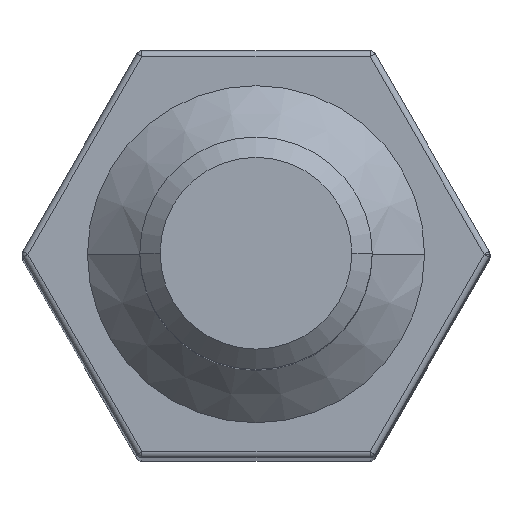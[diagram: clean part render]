
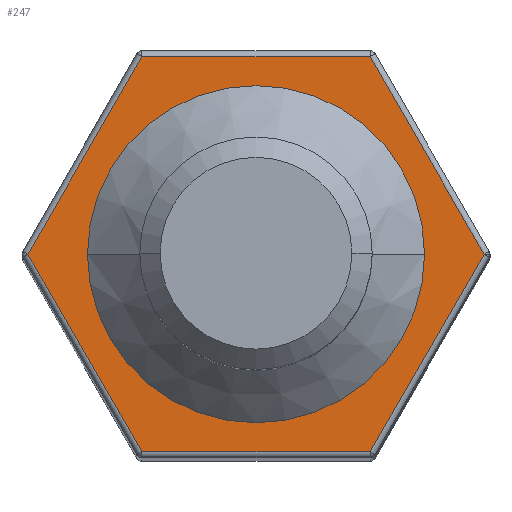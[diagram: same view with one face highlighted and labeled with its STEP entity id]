
A CAD part, top view. The second image highlights one B-rep face of the part: STEP entity #247.
In plain terms, the highlighted planar face has unit normal (0, 0, 1).
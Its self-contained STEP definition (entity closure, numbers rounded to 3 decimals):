
#8 = CARTESIAN_POINT ( 'NONE',  ( 1.934, 3.45, 0. ) ) ;
#15 = VECTOR ( 'NONE', #1246, 1000. ) ;
#113 = CARTESIAN_POINT ( 'NONE',  ( -2.9, 0., 0. ) ) ;
#114 = EDGE_CURVE ( 'NONE', #1254, #928, #260, .T. ) ;
#115 = DIRECTION ( 'NONE',  ( 0., 0., -1. ) ) ;
#122 = CARTESIAN_POINT ( 'NONE',  ( 3.926, 0., 0. ) ) ;
#173 = EDGE_CURVE ( 'NONE', #965, #217, #865, .T. ) ;
#178 = EDGE_CURVE ( 'NONE', #217, #611, #186, .T. ) ;
#186 = LINE ( 'NONE', #569, #15 ) ;
#217 = VERTEX_POINT ( 'NONE', #589 ) ;
#223 = EDGE_CURVE ( 'NONE', #611, #637, #1295, .T. ) ;
#247 = ADVANCED_FACE ( 'NONE', ( #1076, #1044 ), #1008, .F. ) ;
#260 = CIRCLE ( 'NONE', #615, 2.9 ) ;
#263 = EDGE_CURVE ( 'NONE', #637, #1275, #1060, .T. ) ;
#276 = AXIS2_PLACEMENT_3D ( 'NONE', #878, #115, #959 ) ;
#286 = EDGE_CURVE ( 'NONE', #1275, #337, #912, .T. ) ;
#289 = VECTOR ( 'NONE', #803, 1000. ) ;
#316 = LINE ( 'NONE', #1232, #289 ) ;
#337 = VERTEX_POINT ( 'NONE', #506 ) ;
#375 = DIRECTION ( 'NONE',  ( 1., 0., 0. ) ) ;
#386 = EDGE_CURVE ( 'NONE', #928, #1254, #483, .T. ) ;
#408 = AXIS2_PLACEMENT_3D ( 'NONE', #607, #1264, #1103 ) ;
#480 = CARTESIAN_POINT ( 'NONE',  ( -3.955, 0.05, 0. ) ) ;
#483 = CIRCLE ( 'NONE', #276, 2.9 ) ;
#506 = CARTESIAN_POINT ( 'NONE',  ( 1.963, -3.4, 0. ) ) ;
#529 = CARTESIAN_POINT ( 'NONE',  ( 0., 0., 0. ) ) ;
#569 = CARTESIAN_POINT ( 'NONE',  ( -4.041, 3.4, 0. ) ) ;
#574 = CARTESIAN_POINT ( 'NONE',  ( -1.963, 3.4, 0. ) ) ;
#589 = CARTESIAN_POINT ( 'NONE',  ( 1.963, 3.4, 0. ) ) ;
#607 = CARTESIAN_POINT ( 'NONE',  ( -4.041, 0., 0. ) ) ;
#611 = VERTEX_POINT ( 'NONE', #574 ) ;
#615 = AXIS2_PLACEMENT_3D ( 'NONE', #529, #1217, #673 ) ;
#637 = VERTEX_POINT ( 'NONE', #1077 ) ;
#673 = DIRECTION ( 'NONE',  ( -1., 0., 0. ) ) ;
#696 = CARTESIAN_POINT ( 'NONE',  ( 2.9, 0., 0. ) ) ;
#803 = DIRECTION ( 'NONE',  ( 0.5, 0.866, 0. ) ) ;
#832 = DIRECTION ( 'NONE',  ( -0.5, -0.866, 0. ) ) ;
#865 = LINE ( 'NONE', #8, #996 ) ;
#878 = CARTESIAN_POINT ( 'NONE',  ( 0., 0., 0. ) ) ;
#898 = DIRECTION ( 'NONE',  ( -0.5, 0.866, 0. ) ) ;
#899 = VECTOR ( 'NONE', #375, 1000. ) ;
#912 = LINE ( 'NONE', #1019, #899 ) ;
#928 = VERTEX_POINT ( 'NONE', #113 ) ;
#959 = DIRECTION ( 'NONE',  ( -1., 0., 0. ) ) ;
#965 = VERTEX_POINT ( 'NONE', #122 ) ;
#976 = CARTESIAN_POINT ( 'NONE',  ( -1.963, -3.4, 0. ) ) ;
#996 = VECTOR ( 'NONE', #898, 1000. ) ;
#1008 = PLANE ( 'NONE',  #408 ) ;
#1019 = CARTESIAN_POINT ( 'NONE',  ( -4.041, -3.4, 0. ) ) ;
#1044 = FACE_BOUND ( 'NONE', #1214, .T. ) ;
#1050 = ORIENTED_EDGE ( 'NONE', *, *, #386, .T. ) ;
#1060 = LINE ( 'NONE', #480, #1091 ) ;
#1064 = EDGE_LOOP ( 'NONE', ( #1108, #1096, #1081, #1080, #1079, #1065 ) ) ;
#1065 = ORIENTED_EDGE ( 'NONE', *, *, #1144, .T. ) ;
#1076 = FACE_OUTER_BOUND ( 'NONE', #1064, .T. ) ;
#1077 = CARTESIAN_POINT ( 'NONE',  ( -3.926, 0., 0. ) ) ;
#1079 = ORIENTED_EDGE ( 'NONE', *, *, #286, .T. ) ;
#1080 = ORIENTED_EDGE ( 'NONE', *, *, #263, .T. ) ;
#1081 = ORIENTED_EDGE ( 'NONE', *, *, #223, .T. ) ;
#1091 = VECTOR ( 'NONE', #1200, 1000. ) ;
#1096 = ORIENTED_EDGE ( 'NONE', *, *, #178, .T. ) ;
#1103 = DIRECTION ( 'NONE',  ( -1., 0., 0. ) ) ;
#1108 = ORIENTED_EDGE ( 'NONE', *, *, #173, .T. ) ;
#1144 = EDGE_CURVE ( 'NONE', #337, #965, #316, .T. ) ;
#1158 = ORIENTED_EDGE ( 'NONE', *, *, #114, .T. ) ;
#1200 = DIRECTION ( 'NONE',  ( 0.5, -0.866, 0. ) ) ;
#1214 = EDGE_LOOP ( 'NONE', ( #1050, #1158 ) ) ;
#1217 = DIRECTION ( 'NONE',  ( 0., 0., -1. ) ) ;
#1232 = CARTESIAN_POINT ( 'NONE',  ( 1.934, -3.45, 0. ) ) ;
#1246 = DIRECTION ( 'NONE',  ( -1., 0., 0. ) ) ;
#1254 = VERTEX_POINT ( 'NONE', #696 ) ;
#1264 = DIRECTION ( 'NONE',  ( 0., 0., -1. ) ) ;
#1271 = VECTOR ( 'NONE', #832, 1000. ) ;
#1275 = VERTEX_POINT ( 'NONE', #976 ) ;
#1295 = LINE ( 'NONE', #1356, #1271 ) ;
#1356 = CARTESIAN_POINT ( 'NONE',  ( -3.955, -0.05, 0. ) ) ;
